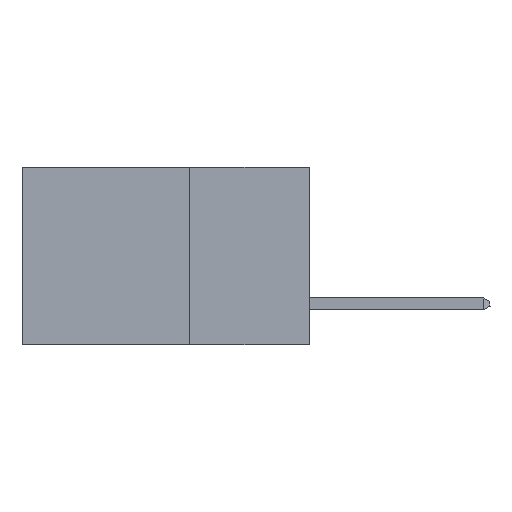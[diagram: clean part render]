
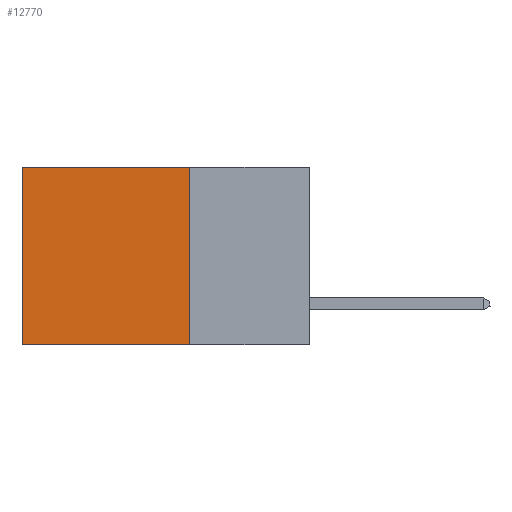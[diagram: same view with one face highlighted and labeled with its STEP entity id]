
A CAD part, left-side view. The second image highlights one B-rep face of the part: STEP entity #12770.
In plain terms, the highlighted planar face has unit normal (-1, 0, 0).
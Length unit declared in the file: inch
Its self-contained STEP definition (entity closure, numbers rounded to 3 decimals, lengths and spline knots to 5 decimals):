
#3115 = DIRECTION ( 'NONE',  ( 0., 0., -1. ) ) ;
#3459 = CARTESIAN_POINT ( 'NONE',  ( 0.2875, 0.25, 0. ) ) ;
#3610 = DIRECTION ( 'NONE',  ( 0., 0., -1. ) ) ;
#5150 = ORIENTED_EDGE ( 'NONE', *, *, #16511, .F. ) ;
#5506 = EDGE_LOOP ( 'NONE', ( #15236, #33952, #5150, #13705 ) ) ;
#5560 = LINE ( 'NONE', #12190, #12637 ) ;
#6273 = CARTESIAN_POINT ( 'NONE',  ( 0.2875, 0.6, -0.37 ) ) ;
#8788 = LINE ( 'NONE', #33013, #22669 ) ;
#8812 = DIRECTION ( 'NONE',  ( 1., 0., 0. ) ) ;
#10218 = VERTEX_POINT ( 'NONE', #6273 ) ;
#10311 = EDGE_CURVE ( 'NONE', #31013, #10218, #5560, .T. ) ;
#11138 = EDGE_CURVE ( 'NONE', #21522, #17635, #8788, .T. ) ;
#11767 = AXIS2_PLACEMENT_3D ( 'NONE', #14084, #8812, #3610 ) ;
#12190 = CARTESIAN_POINT ( 'NONE',  ( 0.2875, 0.25, -0.37 ) ) ;
#12637 = VECTOR ( 'NONE', #23059, 39.37008 ) ;
#12770 = ADVANCED_FACE ( 'NONE', ( #29628 ), #27598, .F. ) ;
#13705 = ORIENTED_EDGE ( 'NONE', *, *, #11138, .T. ) ;
#14084 = CARTESIAN_POINT ( 'NONE',  ( 0.2875, 0.25, 0. ) ) ;
#15236 = ORIENTED_EDGE ( 'NONE', *, *, #21807, .T. ) ;
#16511 = EDGE_CURVE ( 'NONE', #21522, #31013, #19356, .T. ) ;
#16896 = CARTESIAN_POINT ( 'NONE',  ( 0.2875, 0.6, 0. ) ) ;
#16946 = VECTOR ( 'NONE', #18252, 39.37008 ) ;
#17635 = VERTEX_POINT ( 'NONE', #16896 ) ;
#18252 = DIRECTION ( 'NONE',  ( 0., 0., -1. ) ) ;
#19356 = LINE ( 'NONE', #3459, #25655 ) ;
#19980 = CARTESIAN_POINT ( 'NONE',  ( 0.2875, 0.6, 0. ) ) ;
#20435 = CARTESIAN_POINT ( 'NONE',  ( 0.2875, 0.25, 0. ) ) ;
#21522 = VERTEX_POINT ( 'NONE', #20435 ) ;
#21807 = EDGE_CURVE ( 'NONE', #17635, #10218, #24045, .T. ) ;
#22669 = VECTOR ( 'NONE', #27520, 39.37008 ) ;
#23059 = DIRECTION ( 'NONE',  ( 0., 1., 0. ) ) ;
#24045 = LINE ( 'NONE', #19980, #16946 ) ;
#25655 = VECTOR ( 'NONE', #3115, 39.37008 ) ;
#27520 = DIRECTION ( 'NONE',  ( 0., 1., 0. ) ) ;
#27598 = PLANE ( 'NONE',  #11767 ) ;
#29628 = FACE_OUTER_BOUND ( 'NONE', #5506, .T. ) ;
#31013 = VERTEX_POINT ( 'NONE', #31321 ) ;
#31321 = CARTESIAN_POINT ( 'NONE',  ( 0.2875, 0.25, -0.37 ) ) ;
#33013 = CARTESIAN_POINT ( 'NONE',  ( 0.2875, 0.25, 0. ) ) ;
#33952 = ORIENTED_EDGE ( 'NONE', *, *, #10311, .F. ) ;
